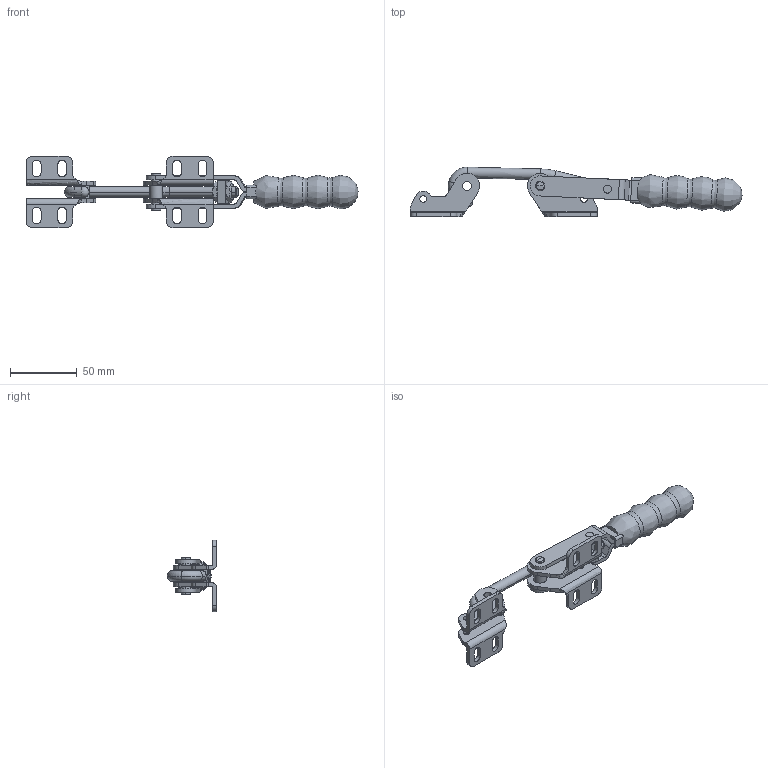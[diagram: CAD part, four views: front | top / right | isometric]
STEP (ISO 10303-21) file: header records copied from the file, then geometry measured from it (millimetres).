
FILE_DESCRIPTION((''),'2;1');
FILE_NAME('HC02.stp','2009-10-27T15:21:05',('David'),(''),'Autodesk Inventor 8','Autodesk Inventor 8','');
FILE_SCHEMA(('AUTOMOTIVE_DESIGN { 1 0 10303 214 1 1 1 1 }'));
Length unit declared in the file: millimetre
Products named in the file (5): HC02; HC02 SIDEPLATE ASSEMBLY; HC02 HANDLE ASSEMBLY; HC02 HANDLE ADJUSTMENT BLOCK ASSEMBLY; HC02 HOOK
Assembly tree (5 placements, depth 2):
  HC02
    HC02 SIDEPLATE ASSEMBLY  x2
    HC02 HANDLE ASSEMBLY
    HC02 HANDLE ADJUSTMENT BLOCK ASSEMBLY
    HC02 HOOK
Bounding box: 248.42 x 37 x 53.49 mm (x, y, z)
Volume: 67708.6 mm3; surface area: 33626.5 mm2
Topology: 5 solids, 5 shells, 276 faces, 744 edges, 484 vertices
Faces by surface type: bspline 91, plane 77, cylinder 72, cone 22, torus 10, sphere 4
Entity records: 7606 total; most frequent: CARTESIAN_POINT 2676, ORIENTED_EDGE 1020, DIRECTION 987, EDGE_CURVE 510, AXIS2_PLACEMENT_3D 371, VERTEX_POINT 338, EDGE_LOOP 246, VECTOR 245
